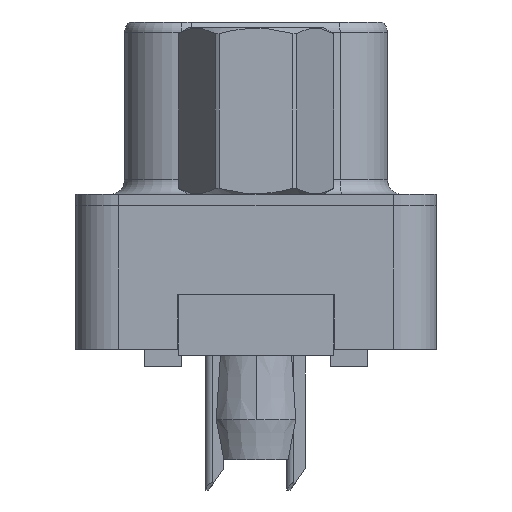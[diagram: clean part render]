
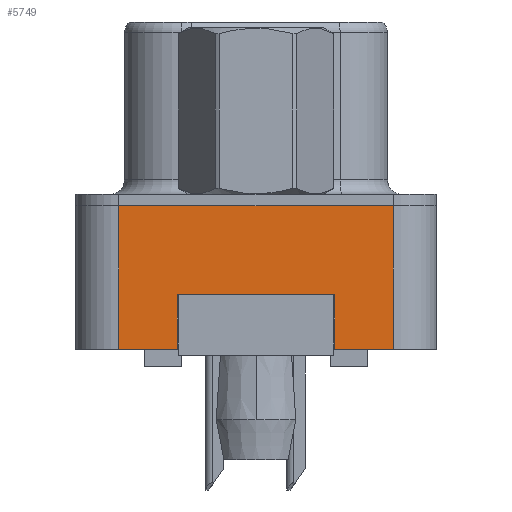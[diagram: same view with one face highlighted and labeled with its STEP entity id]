
A CAD part, left-side view. The second image highlights one B-rep face of the part: STEP entity #5749.
In plain terms, the highlighted planar face has unit normal (-1, 0, 0).
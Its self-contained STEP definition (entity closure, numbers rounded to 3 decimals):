
#134 = EDGE_LOOP ( 'NONE', ( #6253, #13594, #10766, #10728, #14006, #15325, #16392, #1150 ) ) ;
#338 = LINE ( 'NONE', #18262, #7286 ) ;
#616 = PLANE ( 'NONE',  #10168 ) ;
#941 = EDGE_CURVE ( 'NONE', #12393, #13027, #11317, .T. ) ;
#1146 = CARTESIAN_POINT ( 'NONE',  ( -2.91, 4.775, -5. ) ) ;
#1150 = ORIENTED_EDGE ( 'NONE', *, *, #18075, .F. ) ;
#1312 = CARTESIAN_POINT ( 'NONE',  ( -2.91, -4.775, 0. ) ) ;
#1416 = DIRECTION ( 'NONE',  ( 0., -1., 0. ) ) ;
#2991 = VERTEX_POINT ( 'NONE', #1312 ) ;
#3109 = VECTOR ( 'NONE', #19207, 1000. ) ;
#3223 = EDGE_CURVE ( 'NONE', #16491, #15785, #16246, .T. ) ;
#4219 = VERTEX_POINT ( 'NONE', #6804 ) ;
#4545 = VERTEX_POINT ( 'NONE', #14963 ) ;
#5641 = LINE ( 'NONE', #16366, #14546 ) ;
#5749 = ADVANCED_FACE ( 'NONE', ( #15574 ), #616, .T. ) ;
#5958 = VERTEX_POINT ( 'NONE', #16982 ) ;
#6120 = CARTESIAN_POINT ( 'NONE',  ( -2.91, -2.75, -5. ) ) ;
#6253 = ORIENTED_EDGE ( 'NONE', *, *, #3223, .T. ) ;
#6625 = CARTESIAN_POINT ( 'NONE',  ( -2.91, -2.75, -3.1 ) ) ;
#6804 = CARTESIAN_POINT ( 'NONE',  ( -2.91, 2.75, -5. ) ) ;
#7050 = LINE ( 'NONE', #7152, #15600 ) ;
#7084 = DIRECTION ( 'NONE',  ( 0., 0., -1. ) ) ;
#7152 = CARTESIAN_POINT ( 'NONE',  ( -2.91, 2.75, -3.1 ) ) ;
#7286 = VECTOR ( 'NONE', #15309, 1000. ) ;
#7299 = LINE ( 'NONE', #16660, #16436 ) ;
#7703 = CARTESIAN_POINT ( 'NONE',  ( -2.91, 2.75, -3.1 ) ) ;
#7753 = EDGE_CURVE ( 'NONE', #4545, #2991, #338, .T. ) ;
#9427 = DIRECTION ( 'NONE',  ( 0., -1., 0. ) ) ;
#10168 = AXIS2_PLACEMENT_3D ( 'NONE', #17712, #15676, #14557 ) ;
#10440 = EDGE_CURVE ( 'NONE', #5958, #4219, #7050, .T. ) ;
#10562 = DIRECTION ( 'NONE',  ( 0., 1., 0. ) ) ;
#10728 = ORIENTED_EDGE ( 'NONE', *, *, #15726, .F. ) ;
#10766 = ORIENTED_EDGE ( 'NONE', *, *, #7753, .T. ) ;
#10999 = LINE ( 'NONE', #18212, #11196 ) ;
#11196 = VECTOR ( 'NONE', #9427, 1000. ) ;
#11317 = LINE ( 'NONE', #17619, #3109 ) ;
#11401 = VECTOR ( 'NONE', #10562, 1000. ) ;
#12393 = VERTEX_POINT ( 'NONE', #1146 ) ;
#13027 = VERTEX_POINT ( 'NONE', #17934 ) ;
#13594 = ORIENTED_EDGE ( 'NONE', *, *, #17960, .T. ) ;
#14003 = LINE ( 'NONE', #7703, #11401 ) ;
#14006 = ORIENTED_EDGE ( 'NONE', *, *, #941, .F. ) ;
#14546 = VECTOR ( 'NONE', #1416, 1000. ) ;
#14557 = DIRECTION ( 'NONE',  ( 0., 0., 1. ) ) ;
#14951 = EDGE_CURVE ( 'NONE', #12393, #4219, #10999, .T. ) ;
#14963 = CARTESIAN_POINT ( 'NONE',  ( -2.91, -4.775, -5. ) ) ;
#15309 = DIRECTION ( 'NONE',  ( 0., 0., 1. ) ) ;
#15325 = ORIENTED_EDGE ( 'NONE', *, *, #14951, .T. ) ;
#15574 = FACE_OUTER_BOUND ( 'NONE', #134, .T. ) ;
#15600 = VECTOR ( 'NONE', #15812, 1000. ) ;
#15676 = DIRECTION ( 'NONE',  ( -1., 0., 0. ) ) ;
#15726 = EDGE_CURVE ( 'NONE', #13027, #2991, #7299, .T. ) ;
#15785 = VERTEX_POINT ( 'NONE', #6120 ) ;
#15812 = DIRECTION ( 'NONE',  ( 0., 0., -1. ) ) ;
#16079 = VECTOR ( 'NONE', #7084, 1000. ) ;
#16246 = LINE ( 'NONE', #17720, #16079 ) ;
#16366 = CARTESIAN_POINT ( 'NONE',  ( -2.91, -4.775, -5. ) ) ;
#16392 = ORIENTED_EDGE ( 'NONE', *, *, #10440, .F. ) ;
#16436 = VECTOR ( 'NONE', #19333, 1000. ) ;
#16491 = VERTEX_POINT ( 'NONE', #6625 ) ;
#16660 = CARTESIAN_POINT ( 'NONE',  ( -2.91, -4.775, 0. ) ) ;
#16982 = CARTESIAN_POINT ( 'NONE',  ( -2.91, 2.75, -3.1 ) ) ;
#17619 = CARTESIAN_POINT ( 'NONE',  ( -2.91, 4.775, -5. ) ) ;
#17712 = CARTESIAN_POINT ( 'NONE',  ( -2.91, -4.775, -5. ) ) ;
#17720 = CARTESIAN_POINT ( 'NONE',  ( -2.91, -2.75, -3.1 ) ) ;
#17934 = CARTESIAN_POINT ( 'NONE',  ( -2.91, 4.775, 0. ) ) ;
#17960 = EDGE_CURVE ( 'NONE', #15785, #4545, #5641, .T. ) ;
#18075 = EDGE_CURVE ( 'NONE', #16491, #5958, #14003, .T. ) ;
#18212 = CARTESIAN_POINT ( 'NONE',  ( -2.91, -4.775, -5. ) ) ;
#18262 = CARTESIAN_POINT ( 'NONE',  ( -2.91, -4.775, -5. ) ) ;
#19207 = DIRECTION ( 'NONE',  ( 0., 0., 1. ) ) ;
#19333 = DIRECTION ( 'NONE',  ( 0., -1., 0. ) ) ;
